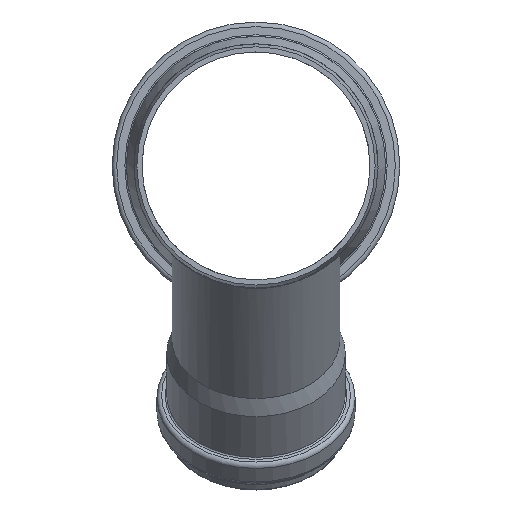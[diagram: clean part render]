
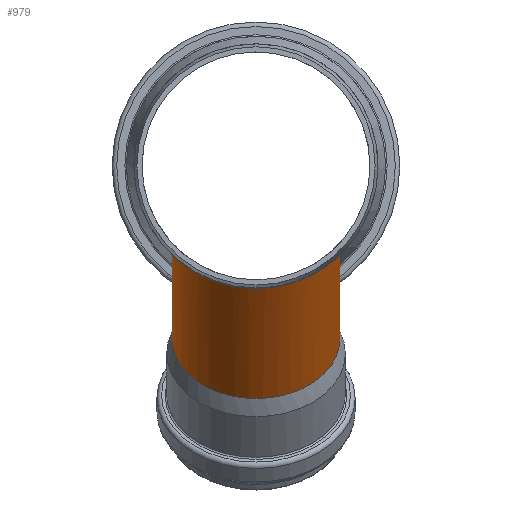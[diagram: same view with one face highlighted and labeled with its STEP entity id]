
A CAD part, front view. The second image highlights one B-rep face of the part: STEP entity #979.
In plain terms, the highlighted cylindrical face has radius 55.05 mm (diameter 110.1 mm), a partial arc.
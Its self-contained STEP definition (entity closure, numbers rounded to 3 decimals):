
#52=CYLINDRICAL_SURFACE('',#1066,55.05);
#89=B_SPLINE_CURVE_WITH_KNOTS('',3,(#1959,#1960,#1961,#1962,#1963,#1964,
#1965,#1966,#1967,#1968,#1969,#1970,#1971,#1972,#1973,#1974),
 .UNSPECIFIED.,.F.,.F.,(4,3,3,3,3,4),(0.,0.015,0.029,
0.047,0.077,0.093),.UNSPECIFIED.);
#97=B_SPLINE_CURVE_WITH_KNOTS('',3,(#2095,#2096,#2097,#2098,#2099,#2100,
#2101,#2102,#2103,#2104,#2105,#2106,#2107,#2108,#2109,#2110),
 .UNSPECIFIED.,.F.,.F.,(4,3,3,3,3,4),(0.899,0.925,
0.959,0.978,0.991,1.004),
 .UNSPECIFIED.);
#103=B_SPLINE_CURVE_WITH_KNOTS('',3,(#2153,#2154,#2155,#2156,#2157,#2158,
#2159,#2160,#2161,#2162,#2163,#2164,#2165,#2166,#2167,#2168,#2169,#2170,
#2171,#2172,#2173,#2174,#2175,#2176,#2177,#2178,#2179,#2180),
 .UNSPECIFIED.,.F.,.F.,(4,1,1,1,1,1,1,1,1,1,1,1,1,1,1,1,1,1,1,1,1,1,1,1,
1,4),(0.316,1.706,3.096,5.876,
7.729,9.582,11.435,12.362,13.289,
15.142,16.995,18.848,20.702,22.555,
24.408,26.261,27.188,28.115,29.968,
30.894,32.284,33.674,36.454,37.844,
38.192,39.234),.UNSPECIFIED.);
#215=FACE_OUTER_BOUND('',#301,.T.);
#301=EDGE_LOOP('',(#792,#793,#794,#795));
#441=CIRCLE('',#1067,55.05);
#531=VERTEX_POINT('',#1943);
#532=VERTEX_POINT('',#1958);
#538=VERTEX_POINT('',#2089);
#539=VERTEX_POINT('',#2094);
#638=EDGE_CURVE('',#532,#531,#89,.T.);
#646=EDGE_CURVE('',#539,#538,#97,.T.);
#653=EDGE_CURVE('',#539,#531,#103,.T.);
#654=EDGE_CURVE('',#538,#532,#441,.T.);
#792=ORIENTED_EDGE('',*,*,#638,.T.);
#793=ORIENTED_EDGE('',*,*,#653,.F.);
#794=ORIENTED_EDGE('',*,*,#646,.T.);
#795=ORIENTED_EDGE('',*,*,#654,.T.);
#979=ADVANCED_FACE('',(#215),#52,.T.);
#1066=AXIS2_PLACEMENT_3D('',#2152,#1239,#1240);
#1067=AXIS2_PLACEMENT_3D('',#2181,#1241,#1242);
#1239=DIRECTION('center_axis',(0.,-0.707,0.707));
#1240=DIRECTION('ref_axis',(0.,-0.707,-0.707));
#1241=DIRECTION('center_axis',(0.,-0.707,0.707));
#1242=DIRECTION('ref_axis',(1.,0.,0.));
#1943=CARTESIAN_POINT('',(24.78,142.942,-78.423));
#1958=CARTESIAN_POINT('',(25.204,143.288,-79.074));
#1959=CARTESIAN_POINT('Ctrl Pts',(25.204,143.288,-79.074));
#1960=CARTESIAN_POINT('Ctrl Pts',(25.159,143.304,-79.057));
#1961=CARTESIAN_POINT('Ctrl Pts',(25.115,143.314,-79.035));
#1962=CARTESIAN_POINT('Ctrl Pts',(25.073,143.316,-79.007));
#1963=CARTESIAN_POINT('Ctrl Pts',(25.035,143.317,-78.98));
#1964=CARTESIAN_POINT('Ctrl Pts',(25.001,143.311,-78.95));
#1965=CARTESIAN_POINT('Ctrl Pts',(24.972,143.299,-78.916));
#1966=CARTESIAN_POINT('Ctrl Pts',(24.934,143.284,-78.874));
#1967=CARTESIAN_POINT('Ctrl Pts',(24.905,143.26,-78.829));
#1968=CARTESIAN_POINT('Ctrl Pts',(24.882,143.231,-78.784));
#1969=CARTESIAN_POINT('Ctrl Pts',(24.84,143.181,-78.704));
#1970=CARTESIAN_POINT('Ctrl Pts',(24.815,143.115,-78.62));
#1971=CARTESIAN_POINT('Ctrl Pts',(24.799,143.049,-78.543));
#1972=CARTESIAN_POINT('Ctrl Pts',(24.791,143.016,-78.504));
#1973=CARTESIAN_POINT('Ctrl Pts',(24.785,142.98,-78.463));
#1974=CARTESIAN_POINT('Ctrl Pts',(24.78,142.942,-78.423));
#2089=CARTESIAN_POINT('',(-25.204,143.288,-79.074));
#2094=CARTESIAN_POINT('',(-24.78,142.942,-78.423));
#2095=CARTESIAN_POINT('Ctrl Pts',(-24.78,142.942,-78.423));
#2096=CARTESIAN_POINT('Ctrl Pts',(-24.787,143.,-78.486));
#2097=CARTESIAN_POINT('Ctrl Pts',(-24.798,143.055,-78.548));
#2098=CARTESIAN_POINT('Ctrl Pts',(-24.814,143.103,-78.608));
#2099=CARTESIAN_POINT('Ctrl Pts',(-24.834,143.164,-78.683));
#2100=CARTESIAN_POINT('Ctrl Pts',(-24.866,143.224,-78.765));
#2101=CARTESIAN_POINT('Ctrl Pts',(-24.915,143.264,-78.841));
#2102=CARTESIAN_POINT('Ctrl Pts',(-24.942,143.288,-78.884));
#2103=CARTESIAN_POINT('Ctrl Pts',(-24.976,143.305,-78.925));
#2104=CARTESIAN_POINT('Ctrl Pts',(-25.018,143.312,-78.963));
#2105=CARTESIAN_POINT('Ctrl Pts',(-25.045,143.317,-78.987));
#2106=CARTESIAN_POINT('Ctrl Pts',(-25.074,143.317,-79.008));
#2107=CARTESIAN_POINT('Ctrl Pts',(-25.105,143.313,-79.027));
#2108=CARTESIAN_POINT('Ctrl Pts',(-25.137,143.309,-79.046));
#2109=CARTESIAN_POINT('Ctrl Pts',(-25.17,143.3,-79.062));
#2110=CARTESIAN_POINT('Ctrl Pts',(-25.204,143.288,-79.074));
#2152=CARTESIAN_POINT('Origin',(0.,45.299,-50.299));
#2153=CARTESIAN_POINT('Ctrl Pts',(-24.78,142.942,-78.423));
#2154=CARTESIAN_POINT('Ctrl Pts',(-27.826,139.712,-77.365));
#2155=CARTESIAN_POINT('Ctrl Pts',(-33.193,132.623,-75.079));
#2156=CARTESIAN_POINT('Ctrl Pts',(-41.764,117.085,-70.329));
#2157=CARTESIAN_POINT('Ctrl Pts',(-48.386,98.939,-65.325));
#2158=CARTESIAN_POINT('Ctrl Pts',(-53.085,78.45,-60.999));
#2159=CARTESIAN_POINT('Ctrl Pts',(-55.271,60.358,-58.626));
#2160=CARTESIAN_POINT('Ctrl Pts',(-55.079,45.004,-58.625));
#2161=CARTESIAN_POINT('Ctrl Pts',(-52.921,33.165,-60.507));
#2162=CARTESIAN_POINT('Ctrl Pts',(-49.142,22.044,-63.667));
#2163=CARTESIAN_POINT('Ctrl Pts',(-40.939,10.539,-69.658));
#2164=CARTESIAN_POINT('Ctrl Pts',(-26.449,1.736,-76.614));
#2165=CARTESIAN_POINT('Ctrl Pts',(-9.148,-2.543,-80.654));
#2166=CARTESIAN_POINT('Ctrl Pts',(9.148,-2.543,-80.655));
#2167=CARTESIAN_POINT('Ctrl Pts',(26.448,1.737,-76.612));
#2168=CARTESIAN_POINT('Ctrl Pts',(40.943,10.534,-69.657));
#2169=CARTESIAN_POINT('Ctrl Pts',(49.139,22.048,-63.67));
#2170=CARTESIAN_POINT('Ctrl Pts',(52.922,33.164,-60.506));
#2171=CARTESIAN_POINT('Ctrl Pts',(55.077,45.004,-58.627));
#2172=CARTESIAN_POINT('Ctrl Pts',(55.237,57.287,-58.622));
#2173=CARTESIAN_POINT('Ctrl Pts',(54.041,70.916,-59.966));
#2174=CARTESIAN_POINT('Ctrl Pts',(52.111,82.857,-61.911));
#2175=CARTESIAN_POINT('Ctrl Pts',(47.881,100.332,-65.71));
#2176=CARTESIAN_POINT('Ctrl Pts',(41.758,117.085,-70.329));
#2177=CARTESIAN_POINT('Ctrl Pts',(34.804,129.711,-74.188));
#2178=CARTESIAN_POINT('Ctrl Pts',(29.834,137.052,-76.508));
#2179=CARTESIAN_POINT('Ctrl Pts',(27.065,140.52,-77.629));
#2180=CARTESIAN_POINT('Ctrl Pts',(24.78,142.942,-78.423));
#2181=CARTESIAN_POINT('Origin',(0.,108.681,-113.681));
